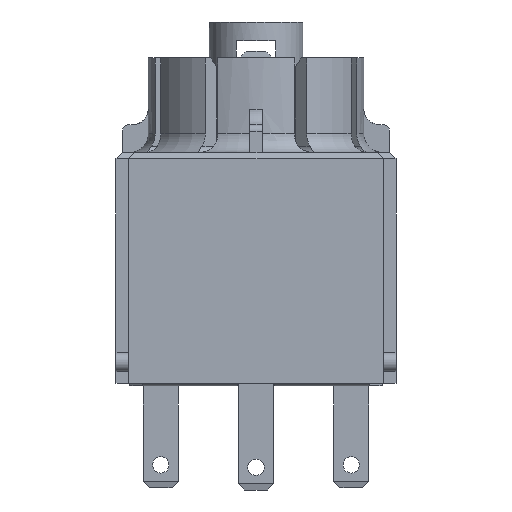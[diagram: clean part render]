
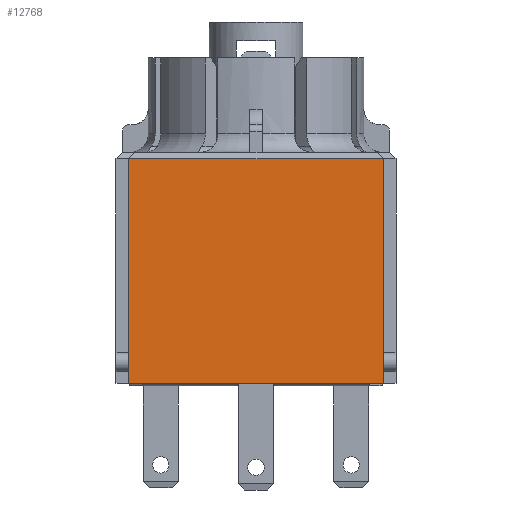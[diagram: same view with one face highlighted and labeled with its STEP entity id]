
A CAD part, front view. The second image highlights one B-rep face of the part: STEP entity #12768.
In plain terms, the highlighted planar face has unit normal (0, -1, 0).
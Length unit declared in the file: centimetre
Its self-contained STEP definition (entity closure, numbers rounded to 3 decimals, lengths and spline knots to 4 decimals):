
#1165=FACE_OUTER_BOUND('',#1909,.T.);
#1909=EDGE_LOOP('',(#10293,#10294,#10295,#10296,#10297,#10298));
#2909=LINE('',#19845,#4314);
#2946=LINE('',#19925,#4351);
#2947=LINE('',#19928,#4352);
#2951=LINE('',#19958,#4356);
#2952=LINE('',#19959,#4357);
#3005=LINE('',#20081,#4410);
#4314=VECTOR('',#15561,2.02);
#4351=VECTOR('',#15636,1.611);
#4352=VECTOR('',#15639,0.169);
#4356=VECTOR('',#15685,0.169);
#4357=VECTOR('',#15686,1.611);
#4410=VECTOR('',#15815,2.02);
#5688=VERTEX_POINT('',#19837);
#5690=VERTEX_POINT('',#19843);
#5714=VERTEX_POINT('',#19924);
#5715=VERTEX_POINT('',#19927);
#5717=VERTEX_POINT('',#19945);
#5720=VERTEX_POINT('',#19956);
#7237=EDGE_CURVE('',#5690,#5688,#2909,.T.);
#7277=EDGE_CURVE('',#5714,#5688,#2946,.T.);
#7279=EDGE_CURVE('',#5715,#5714,#2947,.T.);
#7291=EDGE_CURVE('',#5720,#5717,#2951,.T.);
#7292=EDGE_CURVE('',#5717,#5690,#2952,.T.);
#7353=EDGE_CURVE('',#5720,#5715,#3005,.T.);
#10293=ORIENTED_EDGE('',*,*,#7237,.F.);
#10294=ORIENTED_EDGE('',*,*,#7292,.F.);
#10295=ORIENTED_EDGE('',*,*,#7291,.F.);
#10296=ORIENTED_EDGE('',*,*,#7353,.T.);
#10297=ORIENTED_EDGE('',*,*,#7279,.T.);
#10298=ORIENTED_EDGE('',*,*,#7277,.T.);
#12160=PLANE('',#13645);
#12768=ADVANCED_FACE('',(#1165),#12160,.T.);
#13645=AXIS2_PLACEMENT_3D('',#20145,#15862,#15863);
#15561=DIRECTION('',(1.,0.,0.));
#15636=DIRECTION('',(0.,0.,1.));
#15639=DIRECTION('',(0.,0.,1.));
#15685=DIRECTION('',(0.,0.,1.));
#15686=DIRECTION('',(0.,0.,1.));
#15815=DIRECTION('',(1.,0.,0.));
#15862=DIRECTION('center_axis',(0.,-1.,0.));
#15863=DIRECTION('ref_axis',(0.,0.,-1.));
#19837=CARTESIAN_POINT('',(3.7481,0.6231,1.8));
#19843=CARTESIAN_POINT('',(1.7281,0.6231,1.8));
#19845=CARTESIAN_POINT('',(2.7381,0.6231,1.8));
#19924=CARTESIAN_POINT('',(3.7481,0.6231,0.189));
#19925=CARTESIAN_POINT('',(3.7481,0.6231,0.02));
#19927=CARTESIAN_POINT('',(3.7481,0.6231,0.02));
#19928=CARTESIAN_POINT('',(3.7481,0.6231,0.02));
#19945=CARTESIAN_POINT('',(1.7281,0.6231,0.189));
#19956=CARTESIAN_POINT('',(1.7281,0.6231,0.02));
#19958=CARTESIAN_POINT('',(1.7281,0.6231,0.02));
#19959=CARTESIAN_POINT('',(1.7281,0.6231,0.02));
#20081=CARTESIAN_POINT('',(1.7281,0.6231,0.02));
#20145=CARTESIAN_POINT('Origin',(2.7381,0.6231,0.02));
